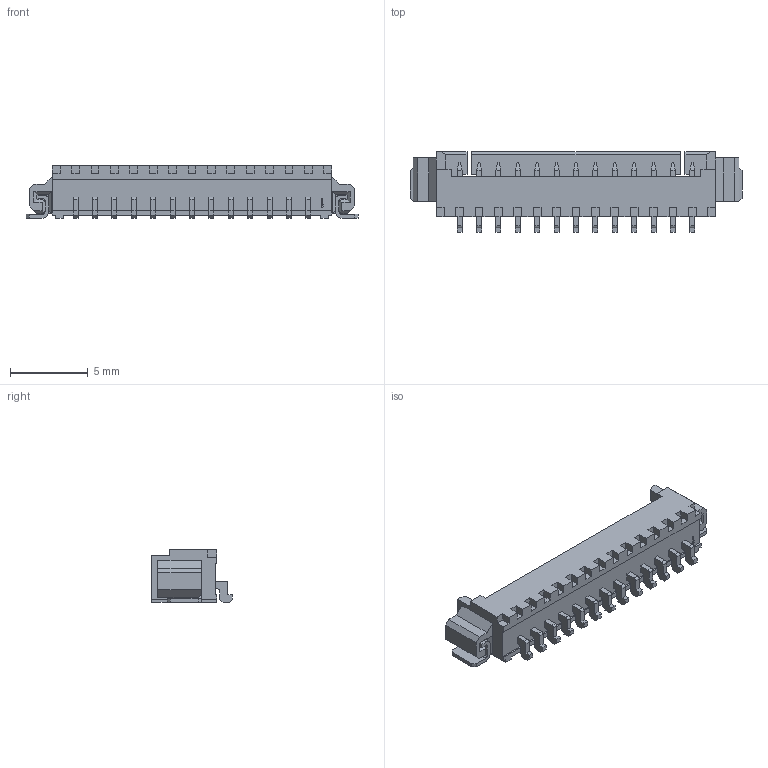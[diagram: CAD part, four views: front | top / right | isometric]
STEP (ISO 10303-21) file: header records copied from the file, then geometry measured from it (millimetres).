
FILE_DESCRIPTION((''),'2;1');
FILE_NAME('532617013','2019-05-09T',('gga'),(''),'PRO/ENGINEER BY PARAMETRIC TECHNOLOGY CORPORATION, 2016010','PRO/ENGINEER BY PARAMETRIC TECHNOLOGY CORPORATION, 2016010','');
FILE_SCHEMA(('CONFIG_CONTROL_DESIGN'));
Length unit declared in the file: millimetre
Products named in the file (1): 532617013
Bounding box: 21.4 x 5.2 x 3.4 mm (x, y, z)
Volume: 129.4 mm3; surface area: 516.6 mm2
Topology: 1 solids, 1 shells, 502 faces, 1427 edges, 948 vertices
Faces by surface type: plane 468, cylinder 34
Entity records: 15919 total; most frequent: CARTESIAN_POINT 2824, ORIENTED_EDGE 2734, DIRECTION 2499, EDGE_CURVE 1367, VECTOR 1357, LINE 1357, VERTEX_POINT 888, AXIS2_PLACEMENT_3D 571
